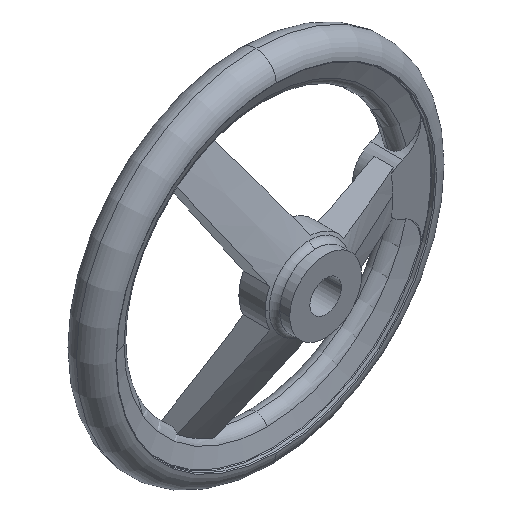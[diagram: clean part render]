
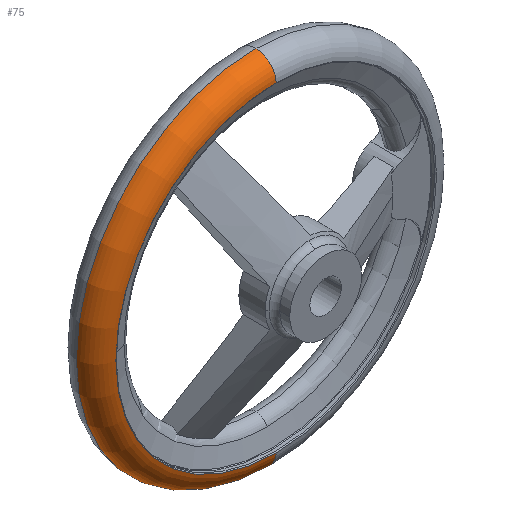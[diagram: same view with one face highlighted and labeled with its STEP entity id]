
A CAD part, isometric view. The second image highlights one B-rep face of the part: STEP entity #75.
In plain terms, the highlighted toroidal (fillet/blend) face has major radius 71 mm and minor radius 9 mm.
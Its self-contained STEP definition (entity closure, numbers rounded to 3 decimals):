
#75 = ADVANCED_FACE( '', ( #134 ), #135, .T. );
#134 = FACE_OUTER_BOUND( '', #252, .T. );
#135 = TOROIDAL_SURFACE( '', #253, 71., 9. );
#252 = EDGE_LOOP( '', ( #370, #371, #372, #373 ) );
#253 = AXIS2_PLACEMENT_3D( '', #374, #375, #376 );
#370 = ORIENTED_EDGE( '', *, *, #904, .F. );
#371 = ORIENTED_EDGE( '', *, *, #905, .T. );
#372 = ORIENTED_EDGE( '', *, *, #906, .T. );
#373 = ORIENTED_EDGE( '', *, *, #907, .T. );
#374 = CARTESIAN_POINT( '', ( 0., 31., 0. ) );
#375 = DIRECTION( '', ( 0., 1., 0. ) );
#376 = DIRECTION( '', ( 0., 0., 1. ) );
#904 = EDGE_CURVE( '', #1084, #1085, #1086, .T. );
#905 = EDGE_CURVE( '', #1084, #1087, #1088, .T. );
#906 = EDGE_CURVE( '', #1087, #1089, #1090, .T. );
#907 = EDGE_CURVE( '', #1089, #1085, #1091, .T. );
#1084 = VERTEX_POINT( '', #1382 );
#1085 = VERTEX_POINT( '', #1383 );
#1086 = CIRCLE( '', #1384, 80. );
#1087 = VERTEX_POINT( '', #1385 );
#1088 = CIRCLE( '', #1386, 9. );
#1089 = VERTEX_POINT( '', #1387 );
#1090 = CIRCLE( '', #1388, 71.375 );
#1091 = CIRCLE( '', #1389, 9. );
#1382 = CARTESIAN_POINT( '', ( 0., 31., -80. ) );
#1383 = CARTESIAN_POINT( '', ( 0., 31., 80. ) );
#1384 = AXIS2_PLACEMENT_3D( '', #2274, #2275, #2276 );
#1385 = CARTESIAN_POINT( '', ( 0., 22.008, -71.375 ) );
#1386 = AXIS2_PLACEMENT_3D( '', #2277, #2278, #2279 );
#1387 = CARTESIAN_POINT( '', ( 0., 22.008, 71.375 ) );
#1388 = AXIS2_PLACEMENT_3D( '', #2280, #2281, #2282 );
#1389 = AXIS2_PLACEMENT_3D( '', #2283, #2284, #2285 );
#2274 = CARTESIAN_POINT( '', ( 0., 31., 0. ) );
#2275 = DIRECTION( '', ( 0., 1., 0. ) );
#2276 = DIRECTION( '', ( 0., 0., 1. ) );
#2277 = CARTESIAN_POINT( '', ( 0., 31., -71. ) );
#2278 = DIRECTION( '', ( -1., 0., 0. ) );
#2279 = DIRECTION( '', ( 0., 0., -1. ) );
#2280 = CARTESIAN_POINT( '', ( 0., 22.008, 0. ) );
#2281 = DIRECTION( '', ( 0., 1., 0. ) );
#2282 = DIRECTION( '', ( 1., 0., 0. ) );
#2283 = CARTESIAN_POINT( '', ( 0., 31., 71. ) );
#2284 = DIRECTION( '', ( -1., 0., 0. ) );
#2285 = DIRECTION( '', ( 0., 0., 1. ) );
